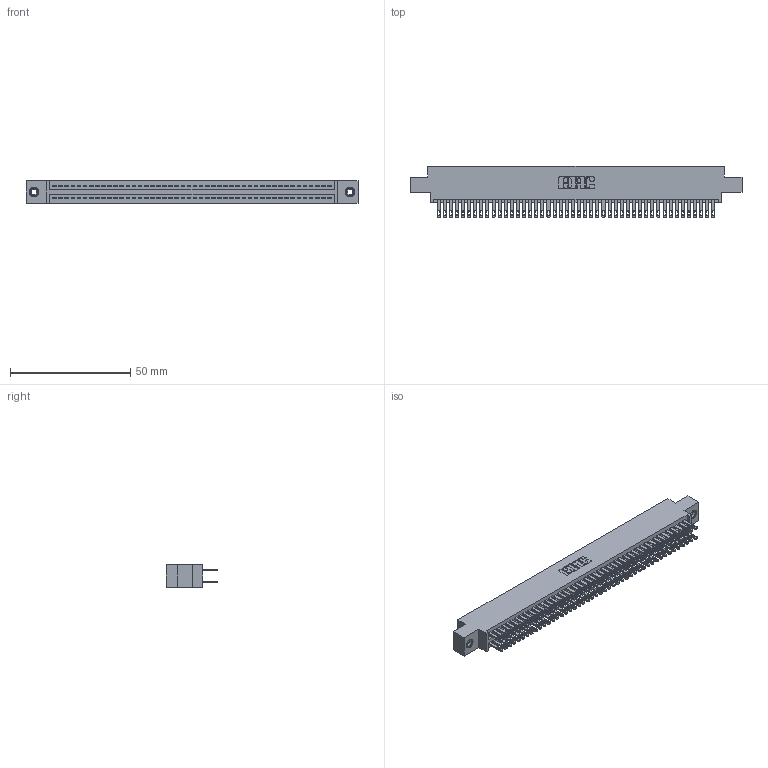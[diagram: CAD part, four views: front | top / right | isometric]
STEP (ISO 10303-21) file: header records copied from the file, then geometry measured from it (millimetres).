
FILE_DESCRIPTION (( 'STEP AP203' ), '1' );
FILE_NAME ('345-092-500-808.STEP', '2018-10-04T19:49:07', ( '' ), ( '' ), 'SwSTEP 2.0', 'SolidWorks 2016', '' );
FILE_SCHEMA (( 'CONFIG_CONTROL_DESIGN' ));
Length unit declared in the file: inch
Products named in the file (4): 345 Part_0.170 Offset - 0.156 Dia-TI; 345-250-001_345-250-003-102; 345-092-500-808; 345-292-001_345-293-100
Assembly tree (95 placements, depth 2):
  345-092-500-808
    345 Part_0.170 Offset - 0.156 Dia-TI
    345-292-001_345-293-100  x92
    345-250-001_345-250-003-102  x2
Bounding box: 138.05 x 21.51 x 9.4 mm (x, y, z)
Volume: 13608.6 mm3; surface area: 21288.5 mm2
Topology: 95 solids, 95 shells, 4422 faces, 13461 edges, 8966 vertices
Faces by surface type: plane 2600, cylinder 1806, cone 12, torus 4
Entity records: 36802 total; most frequent: CARTESIAN_POINT 6147, ORIENTED_EDGE 6074, DIRECTION 5443, EDGE_CURVE 3037, VECTOR 2697, LINE 2697, VERTEX_POINT 2020, AXIS2_PLACEMENT_3D 1373
